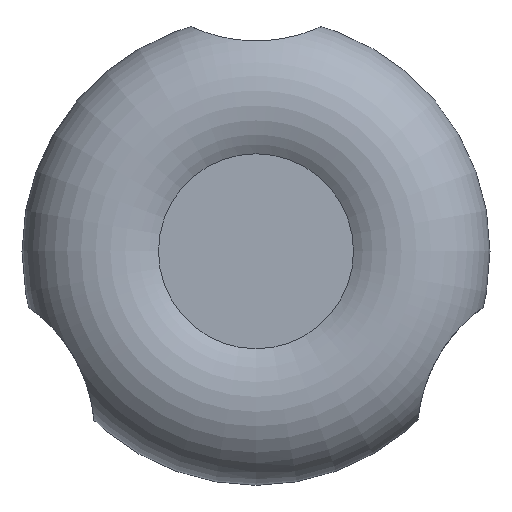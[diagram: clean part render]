
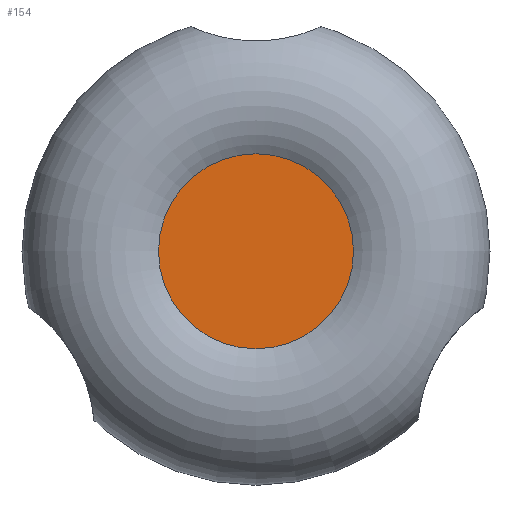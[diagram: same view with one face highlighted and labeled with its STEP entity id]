
A CAD part, top view. The second image highlights one B-rep face of the part: STEP entity #154.
In plain terms, the highlighted planar face has unit normal (0, 0, 1).
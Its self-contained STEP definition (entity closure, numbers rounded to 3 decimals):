
#154 = ADVANCED_FACE( '', ( #325 ), #326, .F. );
#325 = FACE_OUTER_BOUND( '', #499, .T. );
#326 = PLANE( '', #500 );
#499 = EDGE_LOOP( '', ( #864 ) );
#500 = AXIS2_PLACEMENT_3D( '', #865, #866, #867 );
#864 = ORIENTED_EDGE( '', *, *, #1017, .T. );
#865 = CARTESIAN_POINT( '', ( 0., 12.5, 36.374 ) );
#866 = DIRECTION( '', ( 0., 0., -1. ) );
#867 = DIRECTION( '', ( 0., 1., 0. ) );
#1017 = EDGE_CURVE( '', #1225, #1225, #1226, .T. );
#1225 = VERTEX_POINT( '', #1753 );
#1226 = CIRCLE( '', #1754, 12.5 );
#1753 = CARTESIAN_POINT( '', ( 0., -12.5, 36.374 ) );
#1754 = AXIS2_PLACEMENT_3D( '', #2333, #2334, #2335 );
#2333 = CARTESIAN_POINT( '', ( 0., 0., 36.374 ) );
#2334 = DIRECTION( '', ( 0., 0., 1. ) );
#2335 = DIRECTION( '', ( 0., -1., 0. ) );
